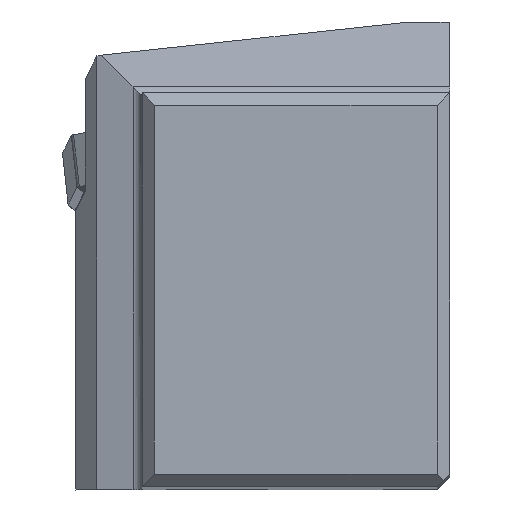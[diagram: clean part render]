
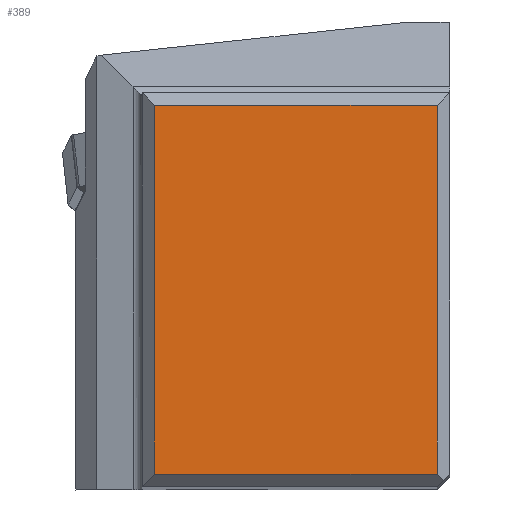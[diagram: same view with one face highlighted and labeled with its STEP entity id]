
A CAD part, top view. The second image highlights one B-rep face of the part: STEP entity #389.
In plain terms, the highlighted planar face has unit normal (0, 0, 1).
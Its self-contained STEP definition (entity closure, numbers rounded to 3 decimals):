
#225=FACE_OUTER_BOUND('',#683,.T.);
#389=ADVANCED_FACE('',(#225),#557,.T.);
#557=PLANE('',#3154);
#683=EDGE_LOOP('',(#1094,#1095,#1096,#1097));
#1094=ORIENTED_EDGE('',*,*,#2178,.F.);
#1095=ORIENTED_EDGE('',*,*,#2179,.T.);
#1096=ORIENTED_EDGE('',*,*,#2163,.F.);
#1097=ORIENTED_EDGE('',*,*,#2161,.F.);
#1877=VERTEX_POINT('',#4479);
#1878=VERTEX_POINT('',#4481);
#1879=VERTEX_POINT('',#4485);
#1885=VERTEX_POINT('',#4513);
#2161=EDGE_CURVE('',#1877,#1878,#2577,.T.);
#2163=EDGE_CURVE('',#1878,#1879,#2579,.T.);
#2178=EDGE_CURVE('',#1885,#1877,#2592,.T.);
#2179=EDGE_CURVE('',#1885,#1879,#2593,.T.);
#2577=LINE('',#4480,#2810);
#2579=LINE('',#4484,#2812);
#2592=LINE('',#4514,#2825);
#2593=LINE('',#4516,#2826);
#2810=VECTOR('',#3568,1.);
#2812=VECTOR('',#3572,1.);
#2825=VECTOR('',#3605,1.);
#2826=VECTOR('',#3608,1.);
#3154=AXIS2_PLACEMENT_3D('',#4517,#3609,#3610);
#3568=DIRECTION('',(-1.,0.,0.));
#3572=DIRECTION('',(0.,1.,0.));
#3605=DIRECTION('',(0.,-1.,0.));
#3608=DIRECTION('',(-1.,0.,0.));
#3609=DIRECTION('',(0.,0.,1.));
#3610=DIRECTION('',(-1.,0.,0.));
#4479=CARTESIAN_POINT('',(-1.,1.,0.));
#4480=CARTESIAN_POINT('',(-1.,1.,0.));
#4481=CARTESIAN_POINT('',(-24.,1.,0.));
#4484=CARTESIAN_POINT('',(-24.,1.,0.));
#4485=CARTESIAN_POINT('',(-24.,31.,0.));
#4513=CARTESIAN_POINT('',(-1.,31.,0.));
#4514=CARTESIAN_POINT('',(-1.,31.,0.));
#4516=CARTESIAN_POINT('',(-1.,31.,0.));
#4517=CARTESIAN_POINT('',(-12.5,16.,0.));
